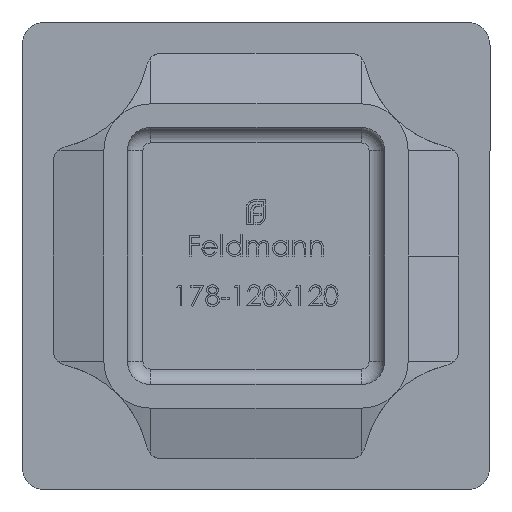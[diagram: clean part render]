
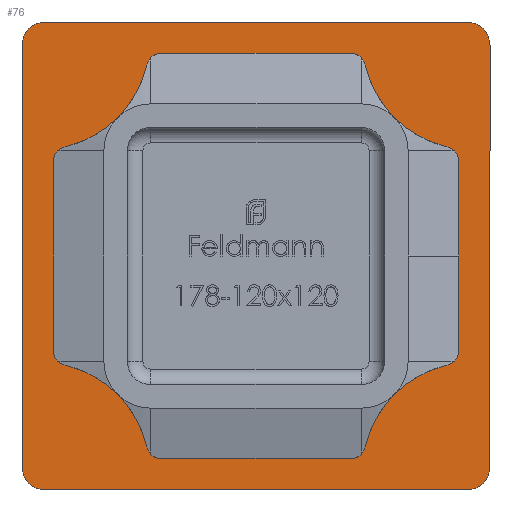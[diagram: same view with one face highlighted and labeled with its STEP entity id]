
A CAD part, front view. The second image highlights one B-rep face of the part: STEP entity #76.
In plain terms, the highlighted planar face has unit normal (0, -1, 0).
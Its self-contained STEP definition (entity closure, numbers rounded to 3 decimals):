
#76 = ADVANCED_FACE ( 'NONE', ( #7081, #2377 ), #14384, .F. ) ;
#229 = DIRECTION ( 'NONE',  ( 1., 0., 0. ) ) ;
#858 = LINE ( 'NONE', #3884, #2359 ) ;
#1045 = VERTEX_POINT ( 'NONE', #16082 ) ;
#1056 = DIRECTION ( 'NONE',  ( 0., -1., 0. ) ) ;
#1175 = CARTESIAN_POINT ( 'NONE',  ( -9.75, 0., -6.75 ) ) ;
#1532 = CARTESIAN_POINT ( 'NONE',  ( 0., 0., 0. ) ) ;
#1549 = ORIENTED_EDGE ( 'NONE', *, *, #17505, .F. ) ;
#1731 = CARTESIAN_POINT ( 'NONE',  ( -9.75, 0., 6.75 ) ) ;
#1997 = EDGE_CURVE ( 'NONE', #4560, #14542, #858, .T. ) ;
#2108 = CIRCLE ( 'NONE', #5646, 3. ) ;
#2286 = ORIENTED_EDGE ( 'NONE', *, *, #12364, .T. ) ;
#2289 = CARTESIAN_POINT ( 'NONE',  ( 15., 0., 13.5 ) ) ;
#2359 = VECTOR ( 'NONE', #14916, 1000. ) ;
#2377 = FACE_OUTER_BOUND ( 'NONE', #16982, .T. ) ;
#2675 = VERTEX_POINT ( 'NONE', #12126 ) ;
#2731 = DIRECTION ( 'NONE',  ( 0., -1., 0. ) ) ;
#3032 = AXIS2_PLACEMENT_3D ( 'NONE', #13543, #16572, #15072 ) ;
#3078 = VECTOR ( 'NONE', #6018, 1000. ) ;
#3150 = DIRECTION ( 'NONE',  ( 0., 1., 0. ) ) ;
#3712 = VERTEX_POINT ( 'NONE', #17954 ) ;
#3746 = ORIENTED_EDGE ( 'NONE', *, *, #12919, .T. ) ;
#3884 = CARTESIAN_POINT ( 'NONE',  ( 15., 0., -15. ) ) ;
#4101 = CARTESIAN_POINT ( 'NONE',  ( -6.75, 0., -9.75 ) ) ;
#4239 = DIRECTION ( 'NONE',  ( 0., 0., 1. ) ) ;
#4520 = EDGE_CURVE ( 'NONE', #16788, #1045, #20563, .T. ) ;
#4560 = VERTEX_POINT ( 'NONE', #2289 ) ;
#4779 = EDGE_CURVE ( 'NONE', #3712, #16788, #8931, .T. ) ;
#4880 = VECTOR ( 'NONE', #5739, 1000. ) ;
#4905 = EDGE_CURVE ( 'NONE', #4560, #13095, #9435, .T. ) ;
#5013 = EDGE_CURVE ( 'NONE', #5783, #11449, #12858, .T. ) ;
#5040 = ORIENTED_EDGE ( 'NONE', *, *, #5153, .F. ) ;
#5153 = EDGE_CURVE ( 'NONE', #16844, #13674, #19320, .T. ) ;
#5210 = VERTEX_POINT ( 'NONE', #7984 ) ;
#5446 = ORIENTED_EDGE ( 'NONE', *, *, #8972, .F. ) ;
#5646 = AXIS2_PLACEMENT_3D ( 'NONE', #14552, #16135, #8268 ) ;
#5739 = DIRECTION ( 'NONE',  ( -1., 0., 0. ) ) ;
#5783 = VERTEX_POINT ( 'NONE', #1731 ) ;
#6018 = DIRECTION ( 'NONE',  ( 0., 0., 1. ) ) ;
#6117 = DIRECTION ( 'NONE',  ( 0., 0., 1. ) ) ;
#6289 = CARTESIAN_POINT ( 'NONE',  ( 6.75, 0., -9.75 ) ) ;
#6380 = DIRECTION ( 'NONE',  ( 0., 0., 1. ) ) ;
#6521 = AXIS2_PLACEMENT_3D ( 'NONE', #15446, #1056, #10631 ) ;
#6613 = CARTESIAN_POINT ( 'NONE',  ( -6.75, 0., -9.75 ) ) ;
#7081 = FACE_BOUND ( 'NONE', #12827, .T. ) ;
#7172 = CARTESIAN_POINT ( 'NONE',  ( -15., 0., -15. ) ) ;
#7566 = VECTOR ( 'NONE', #19397, 1000. ) ;
#7746 = DIRECTION ( 'NONE',  ( 0., -1., 0. ) ) ;
#7984 = CARTESIAN_POINT ( 'NONE',  ( -6.75, 0., 9.75 ) ) ;
#8097 = LINE ( 'NONE', #6613, #15997 ) ;
#8268 = DIRECTION ( 'NONE',  ( 0., 0., 1. ) ) ;
#8319 = CARTESIAN_POINT ( 'NONE',  ( -15., 0., 15. ) ) ;
#8493 = ORIENTED_EDGE ( 'NONE', *, *, #11937, .F. ) ;
#8501 = CARTESIAN_POINT ( 'NONE',  ( -9.75, 0., 6.75 ) ) ;
#8754 = LINE ( 'NONE', #20528, #3078 ) ;
#8830 = EDGE_CURVE ( 'NONE', #1045, #5210, #18236, .T. ) ;
#8931 = LINE ( 'NONE', #9140, #13369 ) ;
#8972 = EDGE_CURVE ( 'NONE', #13493, #3712, #10075, .T. ) ;
#9140 = CARTESIAN_POINT ( 'NONE',  ( 9.75, 0., 6.75 ) ) ;
#9188 = ORIENTED_EDGE ( 'NONE', *, *, #9740, .T. ) ;
#9435 = CIRCLE ( 'NONE', #10447, 1.5 ) ;
#9544 = ORIENTED_EDGE ( 'NONE', *, *, #19475, .F. ) ;
#9713 = CIRCLE ( 'NONE', #14208, 1.5 ) ;
#9740 = EDGE_CURVE ( 'NONE', #16844, #14542, #10554, .T. ) ;
#9746 = CARTESIAN_POINT ( 'NONE',  ( -13.5, 0., -15. ) ) ;
#9763 = DIRECTION ( 'NONE',  ( 0., 0., 1. ) ) ;
#10075 = CIRCLE ( 'NONE', #16017, 3. ) ;
#10447 = AXIS2_PLACEMENT_3D ( 'NONE', #12498, #11006, #20403 ) ;
#10554 = CIRCLE ( 'NONE', #19509, 1.5 ) ;
#10631 = DIRECTION ( 'NONE',  ( 0., 0., 1. ) ) ;
#10783 = AXIS2_PLACEMENT_3D ( 'NONE', #17566, #13062, #9763 ) ;
#10824 = ORIENTED_EDGE ( 'NONE', *, *, #19019, .F. ) ;
#10917 = VECTOR ( 'NONE', #18668, 1000. ) ;
#11006 = DIRECTION ( 'NONE',  ( 0., -1., 0. ) ) ;
#11449 = VERTEX_POINT ( 'NONE', #1175 ) ;
#11909 = DIRECTION ( 'NONE',  ( 0., 0., 1. ) ) ;
#11937 = EDGE_CURVE ( 'NONE', #2675, #16424, #8754, .T. ) ;
#12126 = CARTESIAN_POINT ( 'NONE',  ( -15., 0., -13.5 ) ) ;
#12180 = CARTESIAN_POINT ( 'NONE',  ( -13.5, 0., -13.5 ) ) ;
#12364 = EDGE_CURVE ( 'NONE', #13832, #16424, #14651, .T. ) ;
#12413 = CIRCLE ( 'NONE', #10783, 3. ) ;
#12496 = CARTESIAN_POINT ( 'NONE',  ( 6.75, 0., -6.75 ) ) ;
#12498 = CARTESIAN_POINT ( 'NONE',  ( 13.5, 0., 13.5 ) ) ;
#12736 = AXIS2_PLACEMENT_3D ( 'NONE', #1532, #3150, #6380 ) ;
#12827 = EDGE_LOOP ( 'NONE', ( #20118, #16934, #16403, #5446, #1549, #9544, #16341, #16616 ) ) ;
#12858 = LINE ( 'NONE', #8501, #19818 ) ;
#12919 = EDGE_CURVE ( 'NONE', #2675, #13674, #9713, .T. ) ;
#13062 = DIRECTION ( 'NONE',  ( 0., -1., 0. ) ) ;
#13095 = VERTEX_POINT ( 'NONE', #14313 ) ;
#13112 = EDGE_CURVE ( 'NONE', #5210, #5783, #12413, .T. ) ;
#13240 = CARTESIAN_POINT ( 'NONE',  ( 13.5, 0., -15. ) ) ;
#13369 = VECTOR ( 'NONE', #4239, 1000. ) ;
#13493 = VERTEX_POINT ( 'NONE', #6289 ) ;
#13543 = CARTESIAN_POINT ( 'NONE',  ( 6.75, 0., 6.75 ) ) ;
#13596 = CARTESIAN_POINT ( 'NONE',  ( -15., 0., 13.5 ) ) ;
#13674 = VERTEX_POINT ( 'NONE', #9746 ) ;
#13832 = VERTEX_POINT ( 'NONE', #15595 ) ;
#14208 = AXIS2_PLACEMENT_3D ( 'NONE', #12180, #2731, #6117 ) ;
#14313 = CARTESIAN_POINT ( 'NONE',  ( 13.5, 0., 15. ) ) ;
#14384 = PLANE ( 'NONE',  #12736 ) ;
#14542 = VERTEX_POINT ( 'NONE', #17497 ) ;
#14552 = CARTESIAN_POINT ( 'NONE',  ( -6.75, 0., -6.75 ) ) ;
#14651 = CIRCLE ( 'NONE', #6521, 1.5 ) ;
#14792 = VERTEX_POINT ( 'NONE', #4101 ) ;
#14813 = DIRECTION ( 'NONE',  ( 0., -1., 0. ) ) ;
#14916 = DIRECTION ( 'NONE',  ( 0., 0., -1. ) ) ;
#14997 = CARTESIAN_POINT ( 'NONE',  ( -6.75, 0., 9.75 ) ) ;
#15072 = DIRECTION ( 'NONE',  ( 0., 0., 1. ) ) ;
#15446 = CARTESIAN_POINT ( 'NONE',  ( -13.5, 0., 13.5 ) ) ;
#15595 = CARTESIAN_POINT ( 'NONE',  ( -13.5, 0., 15. ) ) ;
#15997 = VECTOR ( 'NONE', #229, 1000. ) ;
#16017 = AXIS2_PLACEMENT_3D ( 'NONE', #12496, #7746, #19084 ) ;
#16082 = CARTESIAN_POINT ( 'NONE',  ( 6.75, 0., 9.75 ) ) ;
#16135 = DIRECTION ( 'NONE',  ( 0., -1., 0. ) ) ;
#16341 = ORIENTED_EDGE ( 'NONE', *, *, #5013, .F. ) ;
#16403 = ORIENTED_EDGE ( 'NONE', *, *, #4779, .F. ) ;
#16424 = VERTEX_POINT ( 'NONE', #13596 ) ;
#16572 = DIRECTION ( 'NONE',  ( 0., -1., 0. ) ) ;
#16616 = ORIENTED_EDGE ( 'NONE', *, *, #13112, .F. ) ;
#16788 = VERTEX_POINT ( 'NONE', #18029 ) ;
#16844 = VERTEX_POINT ( 'NONE', #13240 ) ;
#16934 = ORIENTED_EDGE ( 'NONE', *, *, #4520, .F. ) ;
#16982 = EDGE_LOOP ( 'NONE', ( #5040, #9188, #19881, #17871, #10824, #2286, #8493, #3746 ) ) ;
#17497 = CARTESIAN_POINT ( 'NONE',  ( 15., 0., -13.5 ) ) ;
#17505 = EDGE_CURVE ( 'NONE', #14792, #13493, #8097, .T. ) ;
#17566 = CARTESIAN_POINT ( 'NONE',  ( -6.75, 0., 6.75 ) ) ;
#17871 = ORIENTED_EDGE ( 'NONE', *, *, #4905, .T. ) ;
#17954 = CARTESIAN_POINT ( 'NONE',  ( 9.75, 0., -6.75 ) ) ;
#18029 = CARTESIAN_POINT ( 'NONE',  ( 9.75, 0., 6.75 ) ) ;
#18151 = CARTESIAN_POINT ( 'NONE',  ( 13.5, 0., -13.5 ) ) ;
#18236 = LINE ( 'NONE', #14997, #4880 ) ;
#18668 = DIRECTION ( 'NONE',  ( -1., 0., 0. ) ) ;
#19019 = EDGE_CURVE ( 'NONE', #13832, #13095, #19199, .T. ) ;
#19084 = DIRECTION ( 'NONE',  ( 0., 0., -1. ) ) ;
#19199 = LINE ( 'NONE', #8319, #7566 ) ;
#19320 = LINE ( 'NONE', #7172, #10917 ) ;
#19397 = DIRECTION ( 'NONE',  ( 1., 0., 0. ) ) ;
#19475 = EDGE_CURVE ( 'NONE', #11449, #14792, #2108, .T. ) ;
#19509 = AXIS2_PLACEMENT_3D ( 'NONE', #18151, #14813, #11909 ) ;
#19702 = DIRECTION ( 'NONE',  ( 0., 0., -1. ) ) ;
#19818 = VECTOR ( 'NONE', #19702, 1000. ) ;
#19881 = ORIENTED_EDGE ( 'NONE', *, *, #1997, .F. ) ;
#20118 = ORIENTED_EDGE ( 'NONE', *, *, #8830, .F. ) ;
#20403 = DIRECTION ( 'NONE',  ( 0., 0., 1. ) ) ;
#20528 = CARTESIAN_POINT ( 'NONE',  ( -15., 0., -15. ) ) ;
#20563 = CIRCLE ( 'NONE', #3032, 3. ) ;
